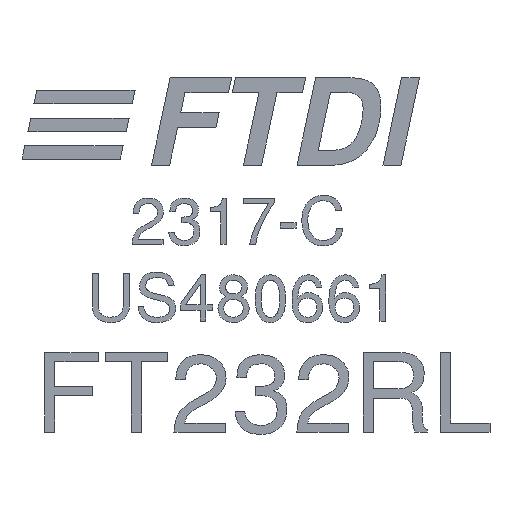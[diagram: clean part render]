
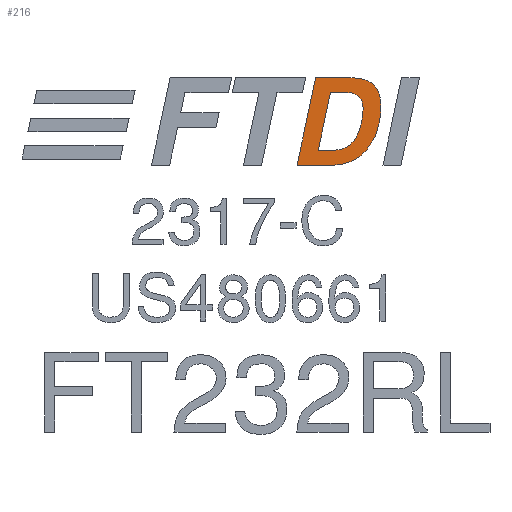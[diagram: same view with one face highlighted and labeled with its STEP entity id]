
A CAD part, top view. The second image highlights one B-rep face of the part: STEP entity #216.
In plain terms, the highlighted planar face has unit normal (0, 0, 1).
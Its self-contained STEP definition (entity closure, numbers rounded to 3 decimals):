
#216 = ADVANCED_FACE('',(#217,#315),#389,.T.);
#217 = FACE_BOUND('',#218,.T.);
#218 = EDGE_LOOP('',(#219,#229,#237,#245,#253,#261,#269,#277,#285,#293,
    #301,#309));
#219 = ORIENTED_EDGE('',*,*,#220,.F.);
#220 = EDGE_CURVE('',#221,#223,#225,.T.);
#221 = VERTEX_POINT('',#222);
#222 = CARTESIAN_POINT('',(1.81,0.,0.));
#223 = VERTEX_POINT('',#224);
#224 = CARTESIAN_POINT('',(2.028,1.027,0.));
#225 = LINE('',#226,#227);
#226 = CARTESIAN_POINT('',(1.81,0.,0.));
#227 = VECTOR('',#228,1.);
#228 = DIRECTION('',(0.208,0.978,0.));
#229 = ORIENTED_EDGE('',*,*,#230,.F.);
#230 = EDGE_CURVE('',#231,#221,#233,.T.);
#231 = VERTEX_POINT('',#232);
#232 = CARTESIAN_POINT('',(2.211,0.,0.));
#233 = LINE('',#234,#235);
#234 = CARTESIAN_POINT('',(2.211,0.,0.));
#235 = VECTOR('',#236,1.);
#236 = DIRECTION('',(-1.,0.,0.));
#237 = ORIENTED_EDGE('',*,*,#238,.F.);
#238 = EDGE_CURVE('',#239,#231,#241,.T.);
#239 = VERTEX_POINT('',#240);
#240 = CARTESIAN_POINT('',(2.402,0.029,0.));
#241 = B_SPLINE_CURVE_WITH_KNOTS('',2,(#242,#243,#244),.UNSPECIFIED.,.F.
  ,.F.,(3,3),(0.,1.),.PIECEWISE_BEZIER_KNOTS.);
#242 = CARTESIAN_POINT('',(2.402,0.029,0.));
#243 = CARTESIAN_POINT('',(2.316,0.,0.));
#244 = CARTESIAN_POINT('',(2.211,0.,0.));
#245 = ORIENTED_EDGE('',*,*,#246,.F.);
#246 = EDGE_CURVE('',#247,#239,#249,.T.);
#247 = VERTEX_POINT('',#248);
#248 = CARTESIAN_POINT('',(2.547,0.105,0.));
#249 = B_SPLINE_CURVE_WITH_KNOTS('',2,(#250,#251,#252),.UNSPECIFIED.,.F.
  ,.F.,(3,3),(0.,1.),.PIECEWISE_BEZIER_KNOTS.);
#250 = CARTESIAN_POINT('',(2.547,0.105,0.));
#251 = CARTESIAN_POINT('',(2.488,0.058,0.));
#252 = CARTESIAN_POINT('',(2.402,0.029,0.));
#253 = ORIENTED_EDGE('',*,*,#254,.F.);
#254 = EDGE_CURVE('',#255,#247,#257,.T.);
#255 = VERTEX_POINT('',#256);
#256 = CARTESIAN_POINT('',(2.652,0.215,0.));
#257 = B_SPLINE_CURVE_WITH_KNOTS('',2,(#258,#259,#260),.UNSPECIFIED.,.F.
  ,.F.,(3,3),(0.,1.),.PIECEWISE_BEZIER_KNOTS.);
#258 = CARTESIAN_POINT('',(2.652,0.215,0.));
#259 = CARTESIAN_POINT('',(2.607,0.152,0.));
#260 = CARTESIAN_POINT('',(2.547,0.105,0.));
#261 = ORIENTED_EDGE('',*,*,#262,.F.);
#262 = EDGE_CURVE('',#263,#255,#265,.T.);
#263 = VERTEX_POINT('',#264);
#264 = CARTESIAN_POINT('',(2.724,0.34,0.));
#265 = B_SPLINE_CURVE_WITH_KNOTS('',2,(#266,#267,#268),.UNSPECIFIED.,.F.
  ,.F.,(3,3),(0.,1.),.PIECEWISE_BEZIER_KNOTS.);
#266 = CARTESIAN_POINT('',(2.724,0.34,0.));
#267 = CARTESIAN_POINT('',(2.698,0.277,0.));
#268 = CARTESIAN_POINT('',(2.652,0.215,0.));
#269 = ORIENTED_EDGE('',*,*,#270,.F.);
#270 = EDGE_CURVE('',#271,#263,#273,.T.);
#271 = VERTEX_POINT('',#272);
#272 = CARTESIAN_POINT('',(2.767,0.47,0.));
#273 = B_SPLINE_CURVE_WITH_KNOTS('',2,(#274,#275,#276),.UNSPECIFIED.,.F.
  ,.F.,(3,3),(0.,1.),.PIECEWISE_BEZIER_KNOTS.);
#274 = CARTESIAN_POINT('',(2.767,0.47,0.));
#275 = CARTESIAN_POINT('',(2.75,0.403,0.));
#276 = CARTESIAN_POINT('',(2.724,0.34,0.));
#277 = ORIENTED_EDGE('',*,*,#278,.F.);
#278 = EDGE_CURVE('',#279,#271,#281,.T.);
#279 = VERTEX_POINT('',#280);
#280 = CARTESIAN_POINT('',(2.788,0.585,0.));
#281 = B_SPLINE_CURVE_WITH_KNOTS('',2,(#282,#283,#284),.UNSPECIFIED.,.F.
  ,.F.,(3,3),(0.,1.),.PIECEWISE_BEZIER_KNOTS.);
#282 = CARTESIAN_POINT('',(2.788,0.585,0.));
#283 = CARTESIAN_POINT('',(2.783,0.537,0.));
#284 = CARTESIAN_POINT('',(2.767,0.47,0.));
#285 = ORIENTED_EDGE('',*,*,#286,.F.);
#286 = EDGE_CURVE('',#287,#279,#289,.T.);
#287 = VERTEX_POINT('',#288);
#288 = CARTESIAN_POINT('',(2.794,0.675,0.));
#289 = B_SPLINE_CURVE_WITH_KNOTS('',2,(#290,#291,#292),.UNSPECIFIED.,.F.
  ,.F.,(3,3),(0.,1.),.PIECEWISE_BEZIER_KNOTS.);
#290 = CARTESIAN_POINT('',(2.794,0.675,0.));
#291 = CARTESIAN_POINT('',(2.794,0.634,0.));
#292 = CARTESIAN_POINT('',(2.788,0.585,0.));
#293 = ORIENTED_EDGE('',*,*,#294,.F.);
#294 = EDGE_CURVE('',#295,#287,#297,.T.);
#295 = VERTEX_POINT('',#296);
#296 = CARTESIAN_POINT('',(2.707,0.943,0.));
#297 = B_SPLINE_CURVE_WITH_KNOTS('',2,(#298,#299,#300),.UNSPECIFIED.,.F.
  ,.F.,(3,3),(0.,1.),.PIECEWISE_BEZIER_KNOTS.);
#298 = CARTESIAN_POINT('',(2.707,0.943,0.));
#299 = CARTESIAN_POINT('',(2.794,0.859,0.));
#300 = CARTESIAN_POINT('',(2.794,0.675,0.));
#301 = ORIENTED_EDGE('',*,*,#302,.F.);
#302 = EDGE_CURVE('',#303,#295,#305,.T.);
#303 = VERTEX_POINT('',#304);
#304 = CARTESIAN_POINT('',(2.429,1.027,0.));
#305 = B_SPLINE_CURVE_WITH_KNOTS('',2,(#306,#307,#308),.UNSPECIFIED.,.F.
  ,.F.,(3,3),(0.,1.),.PIECEWISE_BEZIER_KNOTS.);
#306 = CARTESIAN_POINT('',(2.429,1.027,0.));
#307 = CARTESIAN_POINT('',(2.621,1.027,0.));
#308 = CARTESIAN_POINT('',(2.707,0.943,0.));
#309 = ORIENTED_EDGE('',*,*,#310,.F.);
#310 = EDGE_CURVE('',#223,#303,#311,.T.);
#311 = LINE('',#312,#313);
#312 = CARTESIAN_POINT('',(2.028,1.027,0.));
#313 = VECTOR('',#314,1.);
#314 = DIRECTION('',(1.,0.,0.));
#315 = FACE_BOUND('',#316,.T.);
#316 = EDGE_LOOP('',(#317,#327,#335,#343,#351,#359,#367,#375,#383));
#317 = ORIENTED_EDGE('',*,*,#318,.F.);
#318 = EDGE_CURVE('',#319,#321,#323,.T.);
#319 = VERTEX_POINT('',#320);
#320 = CARTESIAN_POINT('',(2.059,0.176,0.));
#321 = VERTEX_POINT('',#322);
#322 = CARTESIAN_POINT('',(2.248,0.176,0.));
#323 = LINE('',#324,#325);
#324 = CARTESIAN_POINT('',(2.059,0.176,0.));
#325 = VECTOR('',#326,1.);
#326 = DIRECTION('',(1.,0.,0.));
#327 = ORIENTED_EDGE('',*,*,#328,.F.);
#328 = EDGE_CURVE('',#329,#319,#331,.T.);
#329 = VERTEX_POINT('',#330);
#330 = CARTESIAN_POINT('',(2.201,0.851,0.));
#331 = LINE('',#332,#333);
#332 = CARTESIAN_POINT('',(2.201,0.851,0.));
#333 = VECTOR('',#334,1.);
#334 = DIRECTION('',(-0.207,-0.978,0.));
#335 = ORIENTED_EDGE('',*,*,#336,.F.);
#336 = EDGE_CURVE('',#337,#329,#339,.T.);
#337 = VERTEX_POINT('',#338);
#338 = CARTESIAN_POINT('',(2.391,0.851,0.));
#339 = LINE('',#340,#341);
#340 = CARTESIAN_POINT('',(2.391,0.851,0.));
#341 = VECTOR('',#342,1.);
#342 = DIRECTION('',(-1.,0.,0.));
#343 = ORIENTED_EDGE('',*,*,#344,.F.);
#344 = EDGE_CURVE('',#345,#337,#347,.T.);
#345 = VERTEX_POINT('',#346);
#346 = CARTESIAN_POINT('',(2.584,0.66,0.));
#347 = B_SPLINE_CURVE_WITH_KNOTS('',2,(#348,#349,#350),.UNSPECIFIED.,.F.
  ,.F.,(3,3),(0.,1.),.PIECEWISE_BEZIER_KNOTS.);
#348 = CARTESIAN_POINT('',(2.584,0.66,0.));
#349 = CARTESIAN_POINT('',(2.584,0.851,0.));
#350 = CARTESIAN_POINT('',(2.391,0.851,0.));
#351 = ORIENTED_EDGE('',*,*,#352,.F.);
#352 = EDGE_CURVE('',#353,#345,#355,.T.);
#353 = VERTEX_POINT('',#354);
#354 = CARTESIAN_POINT('',(2.578,0.567,0.));
#355 = B_SPLINE_CURVE_WITH_KNOTS('',2,(#356,#357,#358),.UNSPECIFIED.,.F.
  ,.F.,(3,3),(0.,1.),.PIECEWISE_BEZIER_KNOTS.);
#356 = CARTESIAN_POINT('',(2.578,0.567,0.));
#357 = CARTESIAN_POINT('',(2.584,0.618,0.));
#358 = CARTESIAN_POINT('',(2.584,0.66,0.));
#359 = ORIENTED_EDGE('',*,*,#360,.F.);
#360 = EDGE_CURVE('',#361,#353,#363,.T.);
#361 = VERTEX_POINT('',#362);
#362 = CARTESIAN_POINT('',(2.551,0.444,0.));
#363 = B_SPLINE_CURVE_WITH_KNOTS('',2,(#364,#365,#366),.UNSPECIFIED.,.F.
  ,.F.,(3,3),(0.,1.),.PIECEWISE_BEZIER_KNOTS.);
#364 = CARTESIAN_POINT('',(2.551,0.444,0.));
#365 = CARTESIAN_POINT('',(2.573,0.517,0.));
#366 = CARTESIAN_POINT('',(2.578,0.567,0.));
#367 = ORIENTED_EDGE('',*,*,#368,.F.);
#368 = EDGE_CURVE('',#369,#361,#371,.T.);
#369 = VERTEX_POINT('',#370);
#370 = CARTESIAN_POINT('',(2.495,0.314,0.));
#371 = B_SPLINE_CURVE_WITH_KNOTS('',2,(#372,#373,#374),.UNSPECIFIED.,.F.
  ,.F.,(3,3),(0.,1.),.PIECEWISE_BEZIER_KNOTS.);
#372 = CARTESIAN_POINT('',(2.495,0.314,0.));
#373 = CARTESIAN_POINT('',(2.529,0.37,0.));
#374 = CARTESIAN_POINT('',(2.551,0.444,0.));
#375 = ORIENTED_EDGE('',*,*,#376,.F.);
#376 = EDGE_CURVE('',#377,#369,#379,.T.);
#377 = VERTEX_POINT('',#378);
#378 = CARTESIAN_POINT('',(2.397,0.217,0.));
#379 = B_SPLINE_CURVE_WITH_KNOTS('',2,(#380,#381,#382),.UNSPECIFIED.,.F.
  ,.F.,(3,3),(0.,1.),.PIECEWISE_BEZIER_KNOTS.);
#380 = CARTESIAN_POINT('',(2.397,0.217,0.));
#381 = CARTESIAN_POINT('',(2.462,0.258,0.));
#382 = CARTESIAN_POINT('',(2.495,0.314,0.));
#383 = ORIENTED_EDGE('',*,*,#384,.F.);
#384 = EDGE_CURVE('',#321,#377,#385,.T.);
#385 = B_SPLINE_CURVE_WITH_KNOTS('',2,(#386,#387,#388),.UNSPECIFIED.,.F.
  ,.F.,(3,3),(0.,1.),.PIECEWISE_BEZIER_KNOTS.);
#386 = CARTESIAN_POINT('',(2.248,0.176,0.));
#387 = CARTESIAN_POINT('',(2.332,0.176,0.));
#388 = CARTESIAN_POINT('',(2.397,0.217,0.));
#389 = PLANE('',#390);
#390 = AXIS2_PLACEMENT_3D('',#391,#392,#393);
#391 = CARTESIAN_POINT('',(2.289,0.504,0.));
#392 = DIRECTION('',(0.,0.,1.));
#393 = DIRECTION('',(1.,0.,-0.));
